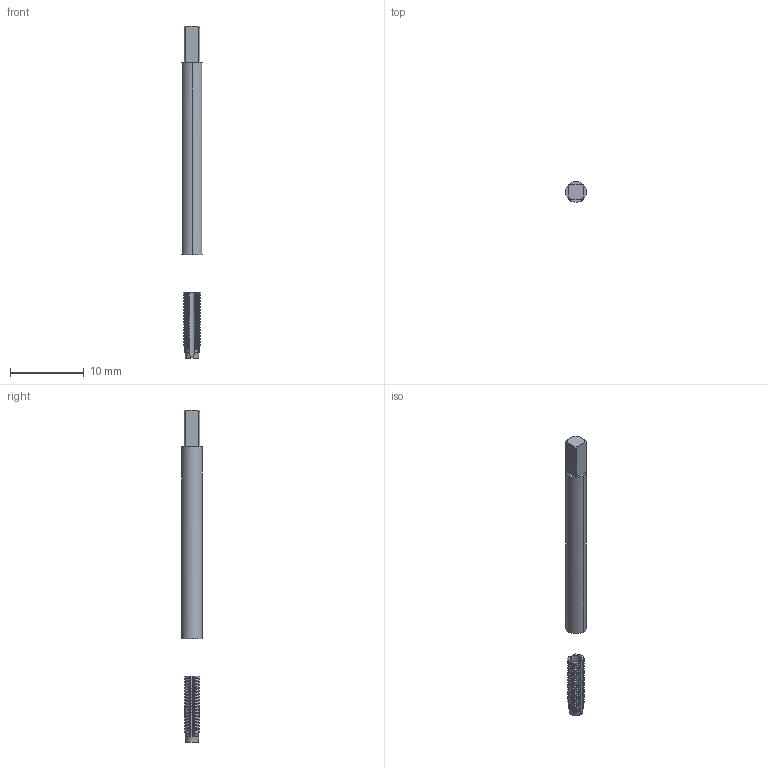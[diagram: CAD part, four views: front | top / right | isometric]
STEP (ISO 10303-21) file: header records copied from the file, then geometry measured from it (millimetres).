
FILE_DESCRIPTION(('no description'),'unknown implementation level');
FILE_NAME('solid4Dy_3_abHpRD6_YY9hNzPl32Ino_1.STP',' ',('CIM GmbH Aachen'),('CADClick - KiM GmbH - www.kimweb.de'),'unknown preprocess','ACIS','unknown authorization');
FILE_SCHEMA(('automotive_design'));
Length unit declared in the file: millimetre
Products named in the file (2): 1; 2
Bounding box: 2.8 x 2.8 x 45 mm (x, y, z)
Volume: 191.3 mm3; surface area: 400.1 mm2
Topology: 2 solids, 2 shells, 332 faces, 901 edges, 572 vertices
Faces by surface type: cone 180, cylinder 136, plane 16
Entity records: 21462 total; most frequent: CARTESIAN_POINT 3122, STYLED_ITEM 1807, PRESENTATION_STYLE_ASSIGNMENT 1807, COLOUR_RGB 1807, ORIENTED_EDGE 1802, DIRECTION 1737, EDGE_CURVE 901, CURVE_STYLE 901
